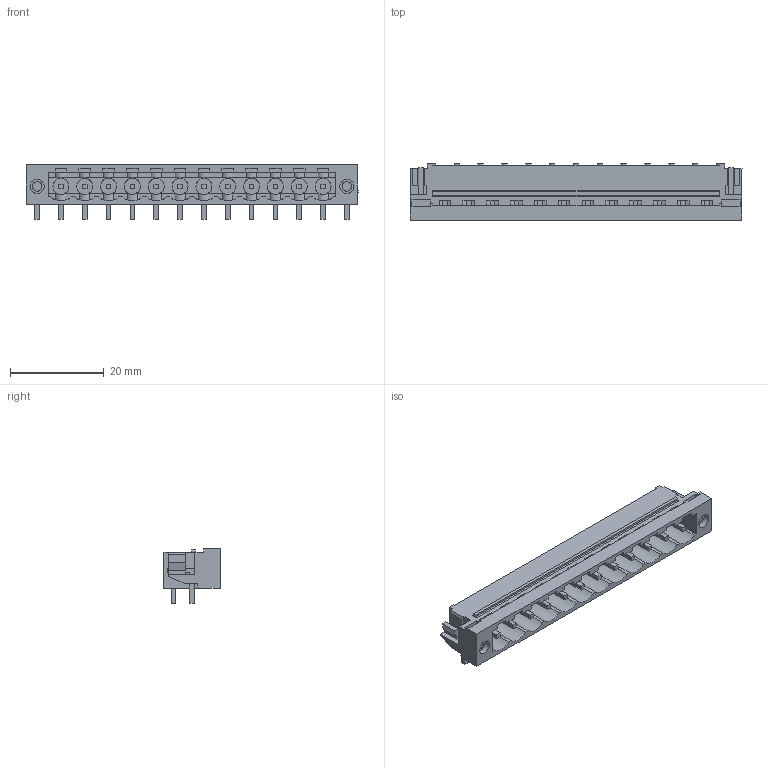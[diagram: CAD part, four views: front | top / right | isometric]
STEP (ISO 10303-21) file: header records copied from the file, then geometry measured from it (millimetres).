
FILE_DESCRIPTION(('CATIA V5R22 STEP214','CAx-IF Rec.Pracs.--- Model Styling and Organization---1.4--- 2014-01-23'),'2;1');
FILE_NAME ('D1456969_1_1837730000_1837730000.stp','2023-05-11T06:55:00+00:00',('none'),('Weidmueller'),'CATIA Version 5-6 Release 2016 SP3 HF44','CATIA V5 STEP AP214','none');
FILE_SCHEMA(('AUTOMOTIVE_DESIGN { 1 0 10303 214 1 1 1 1 }'));
Length unit declared in the file: millimetre
Products named in the file (1): 1837730000
Bounding box: 70.76 x 12 x 11.63 mm (x, y, z)
Volume: 2788.5 mm3; surface area: 6235.7 mm2
Topology: 15 solids, 15 shells, 790 faces, 2398 edges, 1582 vertices
Faces by surface type: plane 641, cylinder 123, extrusion 26
Entity records: 25474 total; most frequent: CARTESIAN_POINT 5913, ORIENTED_EDGE 4796, DIRECTION 2902, EDGE_CURVE 2398, VECTOR 1832, LINE 1806, VERTEX_POINT 1582, EDGE_LOOP 838
